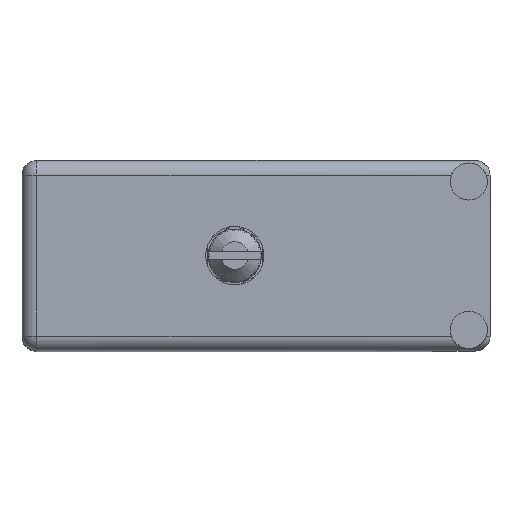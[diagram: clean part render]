
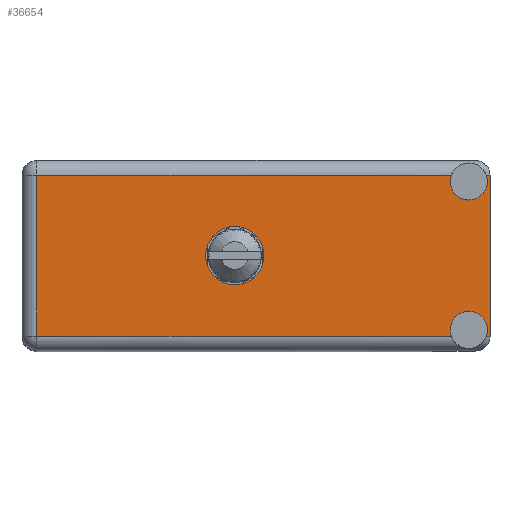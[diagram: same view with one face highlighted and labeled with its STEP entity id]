
A CAD part, top view. The second image highlights one B-rep face of the part: STEP entity #36654.
In plain terms, the highlighted face is planar.
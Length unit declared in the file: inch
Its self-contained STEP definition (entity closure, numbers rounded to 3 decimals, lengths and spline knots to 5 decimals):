
#1396 = CARTESIAN_POINT ( 'NONE',  ( 0., 1.566, -0.829 ) ) ;
#1812 = ORIENTED_EDGE ( 'NONE', *, *, #52011, .T. ) ;
#2137 = FACE_OUTER_BOUND ( 'NONE', #74217, .T. ) ;
#2490 = ORIENTED_EDGE ( 'NONE', *, *, #85610, .F. ) ;
#3404 = EDGE_CURVE ( 'NONE', #76083, #68981, #82915, .T. ) ;
#7729 = VECTOR ( 'NONE', #98720, 39.37008 ) ;
#9714 = CARTESIAN_POINT ( 'NONE',  ( 1.004, 1.566, -0.4495 ) ) ;
#10117 = DIRECTION ( 'NONE',  ( 0., 0., 1. ) ) ;
#11676 = CIRCLE ( 'NONE', #13853, 0.0875 ) ;
#12764 = CARTESIAN_POINT ( 'NONE',  ( 2.108, 1.566, -0.187 ) ) ;
#12896 = CIRCLE ( 'NONE', #41287, 0.0875 ) ;
#13853 = AXIS2_PLACEMENT_3D ( 'NONE', #56693, #81546, #32187 ) ;
#14302 = VECTOR ( 'NONE', #59620, 39.37008 ) ;
#14739 = DIRECTION ( 'NONE',  ( 0., 0., 1. ) ) ;
#16107 = VERTEX_POINT ( 'NONE', #33670 ) ;
#17037 = CARTESIAN_POINT ( 'NONE',  ( 2.108, 1.566, -0.7995 ) ) ;
#17967 = DIRECTION ( 'NONE',  ( 0., 1., 0. ) ) ;
#17971 = DIRECTION ( 'NONE',  ( 0., 0., 1. ) ) ;
#20222 = EDGE_CURVE ( 'NONE', #76083, #104313, #84668, .T. ) ;
#21542 = AXIS2_PLACEMENT_3D ( 'NONE', #17037, #81900, #34651 ) ;
#21777 = LINE ( 'NONE', #31185, #26959 ) ;
#21934 = CARTESIAN_POINT ( 'NONE',  ( 0., 1.566, -0.829 ) ) ;
#22796 = CARTESIAN_POINT ( 'NONE',  ( 2.208, 1.566, -0.07 ) ) ;
#22800 = LINE ( 'NONE', #83944, #44671 ) ;
#23274 = DIRECTION ( 'NONE',  ( 1., 0., 0. ) ) ;
#25344 = ORIENTED_EDGE ( 'NONE', *, *, #3404, .T. ) ;
#26959 = VECTOR ( 'NONE', #23274, 39.37008 ) ;
#27021 = VERTEX_POINT ( 'NONE', #56333 ) ;
#27336 = DIRECTION ( 'NONE',  ( 0., 0., 1. ) ) ;
#29476 = VERTEX_POINT ( 'NONE', #106464 ) ;
#30920 = DIRECTION ( 'NONE',  ( -1., 0., 0. ) ) ;
#31185 = CARTESIAN_POINT ( 'NONE',  ( 2.208, 1.566, -0.07 ) ) ;
#32187 = DIRECTION ( 'NONE',  ( 0., 0., 1. ) ) ;
#32217 = VERTEX_POINT ( 'NONE', #12764 ) ;
#33670 = CARTESIAN_POINT ( 'NONE',  ( 2.19038, 1.566, -0.829 ) ) ;
#33692 = VERTEX_POINT ( 'NONE', #69919 ) ;
#34024 = CIRCLE ( 'NONE', #52321, 0.1375 ) ;
#34145 = CARTESIAN_POINT ( 'NONE',  ( 2.108, 1.566, -0.0995 ) ) ;
#34651 = DIRECTION ( 'NONE',  ( 0., 0., 1. ) ) ;
#36061 = CARTESIAN_POINT ( 'NONE',  ( 2.02562, 1.566, -0.829 ) ) ;
#36654 = ADVANCED_FACE ( 'NONE', ( #69051, #2137 ), #62202, .T. ) ;
#36788 = ORIENTED_EDGE ( 'NONE', *, *, #56243, .T. ) ;
#39140 = CIRCLE ( 'NONE', #68128, 0.1375 ) ;
#41287 = AXIS2_PLACEMENT_3D ( 'NONE', #106492, #72397, #14739 ) ;
#42374 = VERTEX_POINT ( 'NONE', #67662 ) ;
#44671 = VECTOR ( 'NONE', #10117, 39.37008 ) ;
#45220 = DIRECTION ( 'NONE',  ( 0., 0., 1. ) ) ;
#45854 = VECTOR ( 'NONE', #80393, 39.37008 ) ;
#51481 = AXIS2_PLACEMENT_3D ( 'NONE', #34145, #17967, #27336 ) ;
#52011 = EDGE_CURVE ( 'NONE', #29476, #97434, #102558, .T. ) ;
#52321 = AXIS2_PLACEMENT_3D ( 'NONE', #67495, #84759, #101998 ) ;
#53994 = CARTESIAN_POINT ( 'NONE',  ( 1.004, 1.566, -0.587 ) ) ;
#54171 = ORIENTED_EDGE ( 'NONE', *, *, #69146, .T. ) ;
#54780 = EDGE_CURVE ( 'NONE', #29476, #32217, #12896, .T. ) ;
#56243 = EDGE_CURVE ( 'NONE', #68981, #33692, #22800, .T. ) ;
#56333 = CARTESIAN_POINT ( 'NONE',  ( 2.02562, 1.566, -0.07 ) ) ;
#56693 = CARTESIAN_POINT ( 'NONE',  ( 2.108, 1.566, -0.7995 ) ) ;
#59620 = DIRECTION ( 'NONE',  ( -1., 0., 0. ) ) ;
#62202 = PLANE ( 'NONE',  #89971 ) ;
#63202 = EDGE_CURVE ( 'NONE', #33692, #27021, #21777, .T. ) ;
#65669 = ORIENTED_EDGE ( 'NONE', *, *, #54780, .F. ) ;
#67427 = VECTOR ( 'NONE', #30920, 39.37008 ) ;
#67495 = CARTESIAN_POINT ( 'NONE',  ( 1.004, 1.566, -0.4495 ) ) ;
#67662 = CARTESIAN_POINT ( 'NONE',  ( 2.208, 1.566, -0.829 ) ) ;
#68128 = AXIS2_PLACEMENT_3D ( 'NONE', #9714, #83889, #17971 ) ;
#68981 = VERTEX_POINT ( 'NONE', #96048 ) ;
#69051 = FACE_BOUND ( 'NONE', #87465, .T. ) ;
#69146 = EDGE_CURVE ( 'NONE', #42374, #16107, #82588, .T. ) ;
#69919 = CARTESIAN_POINT ( 'NONE',  ( 0.07, 1.566, -0.07 ) ) ;
#70528 = CARTESIAN_POINT ( 'NONE',  ( 0., 1.566, -0.899 ) ) ;
#71520 = ORIENTED_EDGE ( 'NONE', *, *, #20222, .F. ) ;
#72397 = DIRECTION ( 'NONE',  ( 0., 1., 0. ) ) ;
#74217 = EDGE_LOOP ( 'NONE', ( #105000, #106480, #65669, #1812, #2490, #54171, #93584, #71520, #25344, #36788 ) ) ;
#74957 = VERTEX_POINT ( 'NONE', #98372 ) ;
#76083 = VERTEX_POINT ( 'NONE', #36061 ) ;
#76183 = DIRECTION ( 'NONE',  ( 0., 1., 0. ) ) ;
#76934 = CARTESIAN_POINT ( 'NONE',  ( 2.108, 1.566, -0.712 ) ) ;
#78342 = CARTESIAN_POINT ( 'NONE',  ( 2.208, 1.566, -0.07 ) ) ;
#80308 = VERTEX_POINT ( 'NONE', #53994 ) ;
#80393 = DIRECTION ( 'NONE',  ( 1., 0., 0. ) ) ;
#81546 = DIRECTION ( 'NONE',  ( 0., 1., 0. ) ) ;
#81900 = DIRECTION ( 'NONE',  ( 0., 1., 0. ) ) ;
#82178 = CARTESIAN_POINT ( 'NONE',  ( 2.208, 1.566, 0. ) ) ;
#82588 = LINE ( 'NONE', #1396, #14302 ) ;
#82915 = LINE ( 'NONE', #21934, #67427 ) ;
#83153 = EDGE_CURVE ( 'NONE', #32217, #27021, #98310, .T. ) ;
#83159 = ORIENTED_EDGE ( 'NONE', *, *, #94547, .F. ) ;
#83889 = DIRECTION ( 'NONE',  ( 0., 1., 0. ) ) ;
#83944 = CARTESIAN_POINT ( 'NONE',  ( 0.07, 1.566, -0.899 ) ) ;
#84668 = CIRCLE ( 'NONE', #21542, 0.0875 ) ;
#84759 = DIRECTION ( 'NONE',  ( 0., 1., 0. ) ) ;
#85304 = ORIENTED_EDGE ( 'NONE', *, *, #99444, .F. ) ;
#85610 = EDGE_CURVE ( 'NONE', #42374, #97434, #86372, .T. ) ;
#86372 = LINE ( 'NONE', #82178, #7729 ) ;
#87465 = EDGE_LOOP ( 'NONE', ( #85304, #83159 ) ) ;
#89971 = AXIS2_PLACEMENT_3D ( 'NONE', #70528, #76183, #45220 ) ;
#93584 = ORIENTED_EDGE ( 'NONE', *, *, #102355, .F. ) ;
#94547 = EDGE_CURVE ( 'NONE', #80308, #74957, #34024, .T. ) ;
#96048 = CARTESIAN_POINT ( 'NONE',  ( 0.07, 1.566, -0.829 ) ) ;
#97434 = VERTEX_POINT ( 'NONE', #78342 ) ;
#98310 = CIRCLE ( 'NONE', #51481, 0.0875 ) ;
#98372 = CARTESIAN_POINT ( 'NONE',  ( 1.004, 1.566, -0.312 ) ) ;
#98720 = DIRECTION ( 'NONE',  ( 0., 0., 1. ) ) ;
#99444 = EDGE_CURVE ( 'NONE', #74957, #80308, #39140, .T. ) ;
#101998 = DIRECTION ( 'NONE',  ( 0., 0., 1. ) ) ;
#102355 = EDGE_CURVE ( 'NONE', #104313, #16107, #11676, .T. ) ;
#102558 = LINE ( 'NONE', #22796, #45854 ) ;
#104313 = VERTEX_POINT ( 'NONE', #76934 ) ;
#105000 = ORIENTED_EDGE ( 'NONE', *, *, #63202, .T. ) ;
#106464 = CARTESIAN_POINT ( 'NONE',  ( 2.19038, 1.566, -0.07 ) ) ;
#106480 = ORIENTED_EDGE ( 'NONE', *, *, #83153, .F. ) ;
#106492 = CARTESIAN_POINT ( 'NONE',  ( 2.108, 1.566, -0.0995 ) ) ;
